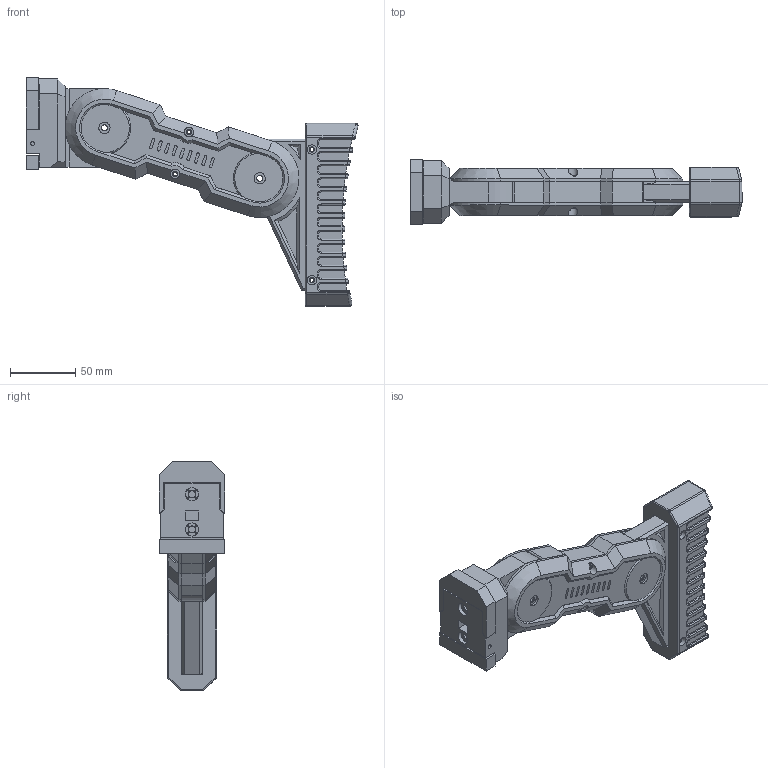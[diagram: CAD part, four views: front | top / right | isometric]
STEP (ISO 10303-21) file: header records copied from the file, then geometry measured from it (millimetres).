
FILE_DESCRIPTION(/* description */ (''),/* implementation_level */ '2;1');
FILE_NAME(/* name */ 'FDL-3 Robo Stock.step',/* time_stamp */ '2020-04-17T20:29:24-04:00',/* author */ (''),/* organization */ (''),/* preprocessor_version */ 'ST-DEVELOPER v18',/* originating_system */ 'Autodesk Translation Framework v8.12.0.6',/* authorisation */ '');
FILE_SCHEMA (('AUTOMOTIVE_DESIGN { 1 0 10303 214 3 1 1 }'));
Length unit declared in the file: millimetre
Products named in the file (2): FDL-3 Main; Robo Stock
Assembly tree (1 placements, depth 2):
  FDL-3 Main
    Robo Stock
Bounding box: 254.12 x 50 x 175.03 mm (x, y, z)
Volume: 566119.1 mm3; surface area: 158275.3 mm2
Topology: 10 solids, 10 shells, 1060 faces, 2738 edges, 1720 vertices
Faces by surface type: plane 598, cylinder 298, torus 74, bspline 59, cone 24, sphere 7
Full cylindrical faces by diameter (mm): 3 x8, 4 x8, 4.6 x8, 5.4 x4, 7.2 x8, 8.6 x4, 10 x2
Entity records: 33642 total; most frequent: CARTESIAN_POINT 7380, ORIENTED_EDGE 5476, DIRECTION 5424, EDGE_CURVE 2738, AXIS2_PLACEMENT_3D 1812, LINE 1800, VECTOR 1800, VERTEX_POINT 1720
